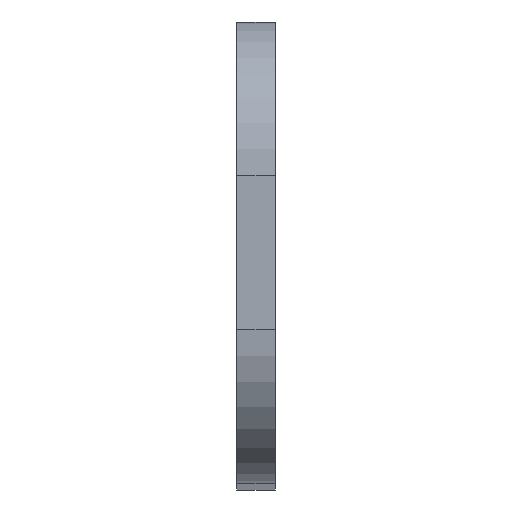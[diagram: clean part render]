
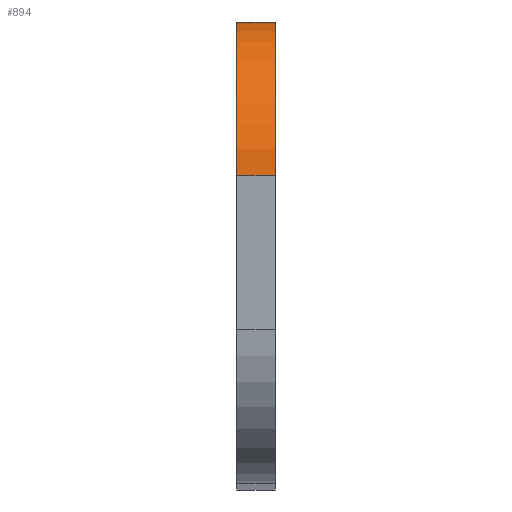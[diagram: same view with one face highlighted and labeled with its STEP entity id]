
A CAD part, top view. The second image highlights one B-rep face of the part: STEP entity #894.
In plain terms, the highlighted cylindrical face has radius 12.7 mm (diameter 25.4 mm), a partial arc.
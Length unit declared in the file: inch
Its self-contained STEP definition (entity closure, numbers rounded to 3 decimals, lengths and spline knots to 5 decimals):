
#162=FACE_OUTER_BOUND('',#200,.T.);
#200=EDGE_LOOP('',(#737,#738,#739,#740));
#290=LINE('',#1528,#342);
#291=LINE('',#1534,#343);
#342=VECTOR('',#1244,0.3937);
#343=VECTOR('',#1251,0.3937);
#403=CIRCLE('',#1003,0.5);
#404=CIRCLE('',#1004,0.5);
#497=VERTEX_POINT('',#1521);
#500=VERTEX_POINT('',#1526);
#501=VERTEX_POINT('',#1530);
#502=VERTEX_POINT('',#1532);
#600=EDGE_CURVE('',#497,#500,#290,.T.);
#601=EDGE_CURVE('',#501,#497,#403,.T.);
#602=EDGE_CURVE('',#502,#500,#404,.T.);
#603=EDGE_CURVE('',#501,#502,#291,.T.);
#737=ORIENTED_EDGE('',*,*,#601,.T.);
#738=ORIENTED_EDGE('',*,*,#600,.T.);
#739=ORIENTED_EDGE('',*,*,#602,.F.);
#740=ORIENTED_EDGE('',*,*,#603,.F.);
#861=CYLINDRICAL_SURFACE('',#1002,0.5);
#894=ADVANCED_FACE('',(#162),#861,.T.);
#1002=AXIS2_PLACEMENT_3D('',#1529,#1245,#1246);
#1003=AXIS2_PLACEMENT_3D('',#1531,#1247,#1248);
#1004=AXIS2_PLACEMENT_3D('',#1533,#1249,#1250);
#1244=DIRECTION('',(1.,0.,0.));
#1245=DIRECTION('center_axis',(1.,0.,0.));
#1246=DIRECTION('ref_axis',(0.,1.,0.));
#1247=DIRECTION('center_axis',(1.,0.,0.));
#1248=DIRECTION('ref_axis',(0.,1.,0.));
#1249=DIRECTION('center_axis',(1.,0.,0.));
#1250=DIRECTION('ref_axis',(0.,1.,0.));
#1251=DIRECTION('',(1.,0.,0.));
#1521=CARTESIAN_POINT('',(0.,1.,0.));
#1526=CARTESIAN_POINT('',(0.125,1.,0.));
#1528=CARTESIAN_POINT('',(0.,1.,0.));
#1529=CARTESIAN_POINT('Origin',(0.,1.,-0.5));
#1530=CARTESIAN_POINT('',(0.,1.5,-0.5));
#1531=CARTESIAN_POINT('Origin',(0.,1.,-0.5));
#1532=CARTESIAN_POINT('',(0.125,1.5,-0.5));
#1533=CARTESIAN_POINT('Origin',(0.125,1.,-0.5));
#1534=CARTESIAN_POINT('',(0.,1.5,-0.5));
